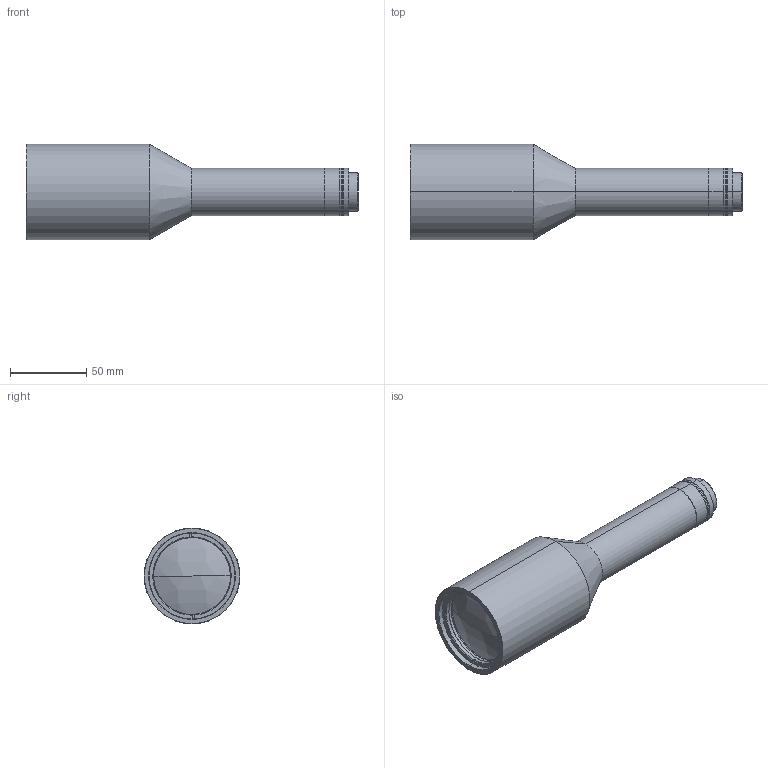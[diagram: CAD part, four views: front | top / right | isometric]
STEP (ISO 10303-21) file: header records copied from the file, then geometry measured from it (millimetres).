
FILE_DESCRIPTION (( 'STEP AP214' ), '1' );
FILE_NAME ('OTL18.5-05-300C.STEP', '2023-05-12T01:52:55', ( '' ), ( '' ), 'SwSTEP 2.0', 'SolidWorks 2022', '' );
FILE_SCHEMA (( 'AUTOMOTIVE_DESIGN' ));
Length unit declared in the file: millimetre
Products named in the file (1): OTL18.5-05-300C
Bounding box: 218.38 x 63 x 63 mm (x, y, z)
Volume: 206318.3 mm3; surface area: 72273.3 mm2
Topology: 13 solids, 13 shells, 185 faces, 407 edges, 258 vertices
Faces by surface type: cylinder 70, cone 53, plane 49, bspline 13
Entity records: 7695 total; most frequent: CARTESIAN_POINT 1266, DIRECTION 971, ORIENTED_EDGE 814, AXIS2_PLACEMENT_3D 411, EDGE_CURVE 407, VERTEX_POINT 258, CIRCLE 238, EDGE_LOOP 217
